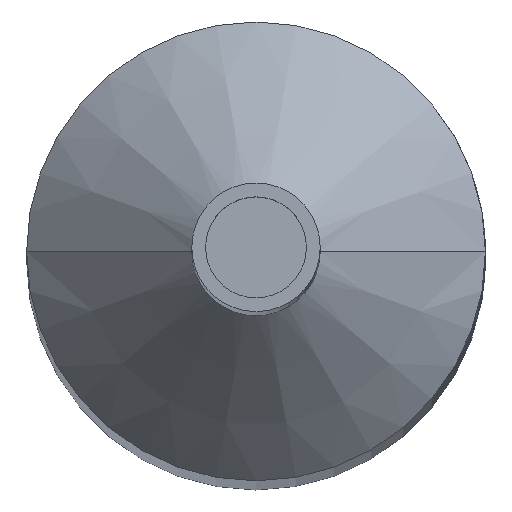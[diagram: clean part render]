
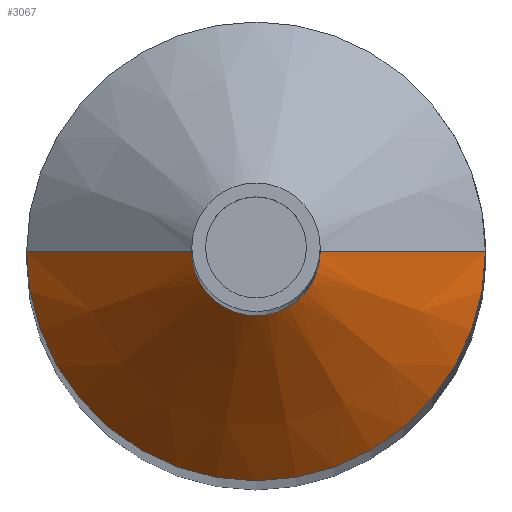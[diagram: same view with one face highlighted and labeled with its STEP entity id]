
A CAD part, top view. The second image highlights one B-rep face of the part: STEP entity #3067.
In plain terms, the highlighted conical face has half-angle 45 degrees and reference radius 2.5 mm.
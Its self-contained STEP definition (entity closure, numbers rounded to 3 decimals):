
#105 = DIRECTION ( 'NONE',  ( 0., 0., -1. ) ) ;
#272 = CARTESIAN_POINT ( 'NONE',  ( 0., 0., -25.55 ) ) ;
#630 = DIRECTION ( 'NONE',  ( 0., 0., 1. ) ) ;
#889 = CIRCLE ( 'NONE', #7025, 0.7 ) ;
#1064 = VECTOR ( 'NONE', #8458, 1000. ) ;
#1722 = ORIENTED_EDGE ( 'NONE', *, *, #12323, .T. ) ;
#1752 = DIRECTION ( 'NONE',  ( 1., 0., 0. ) ) ;
#2673 = CARTESIAN_POINT ( 'NONE',  ( -0.7, 0., -23.75 ) ) ;
#2813 = AXIS2_PLACEMENT_3D ( 'NONE', #12415, #630, #1752 ) ;
#2917 = EDGE_CURVE ( 'NONE', #4361, #3385, #8612, .T. ) ;
#3067 = ADVANCED_FACE ( 'NONE', ( #7567 ), #10559, .T. ) ;
#3385 = VERTEX_POINT ( 'NONE', #6089 ) ;
#3708 = CARTESIAN_POINT ( 'NONE',  ( 2.5, 0., -25.55 ) ) ;
#4318 = CARTESIAN_POINT ( 'NONE',  ( 0., 0., -23.75 ) ) ;
#4361 = VERTEX_POINT ( 'NONE', #13720 ) ;
#5198 = DIRECTION ( 'NONE',  ( 1., 0., 0. ) ) ;
#5340 = EDGE_LOOP ( 'NONE', ( #14213, #9454, #6227, #1722 ) ) ;
#6089 = CARTESIAN_POINT ( 'NONE',  ( 2.5, 0., -25.55 ) ) ;
#6227 = ORIENTED_EDGE ( 'NONE', *, *, #8677, .T. ) ;
#7019 = VECTOR ( 'NONE', #7526, 1000. ) ;
#7025 = AXIS2_PLACEMENT_3D ( 'NONE', #4318, #12667, #5198 ) ;
#7526 = DIRECTION ( 'NONE',  ( -0.707, 0., -0.707 ) ) ;
#7567 = FACE_OUTER_BOUND ( 'NONE', #5340, .T. ) ;
#7776 = LINE ( 'NONE', #13882, #7019 ) ;
#8248 = AXIS2_PLACEMENT_3D ( 'NONE', #272, #105, #12464 ) ;
#8458 = DIRECTION ( 'NONE',  ( 0.707, 0., -0.707 ) ) ;
#8612 = LINE ( 'NONE', #3708, #1064 ) ;
#8677 = EDGE_CURVE ( 'NONE', #13190, #15446, #7776, .T. ) ;
#9454 = ORIENTED_EDGE ( 'NONE', *, *, #13949, .F. ) ;
#10559 = CONICAL_SURFACE ( 'NONE', #8248, 2.5, 0.785 ) ;
#12323 = EDGE_CURVE ( 'NONE', #15446, #3385, #14349, .T. ) ;
#12415 = CARTESIAN_POINT ( 'NONE',  ( 0., 0., -25.55 ) ) ;
#12464 = DIRECTION ( 'NONE',  ( -1., 0., 0. ) ) ;
#12667 = DIRECTION ( 'NONE',  ( 0., 0., 1. ) ) ;
#12943 = CARTESIAN_POINT ( 'NONE',  ( -2.5, 0., -25.55 ) ) ;
#13190 = VERTEX_POINT ( 'NONE', #2673 ) ;
#13720 = CARTESIAN_POINT ( 'NONE',  ( 0.7, 0., -23.75 ) ) ;
#13882 = CARTESIAN_POINT ( 'NONE',  ( -2.5, 0., -25.55 ) ) ;
#13949 = EDGE_CURVE ( 'NONE', #13190, #4361, #889, .T. ) ;
#14213 = ORIENTED_EDGE ( 'NONE', *, *, #2917, .F. ) ;
#14349 = CIRCLE ( 'NONE', #2813, 2.5 ) ;
#15446 = VERTEX_POINT ( 'NONE', #12943 ) ;
